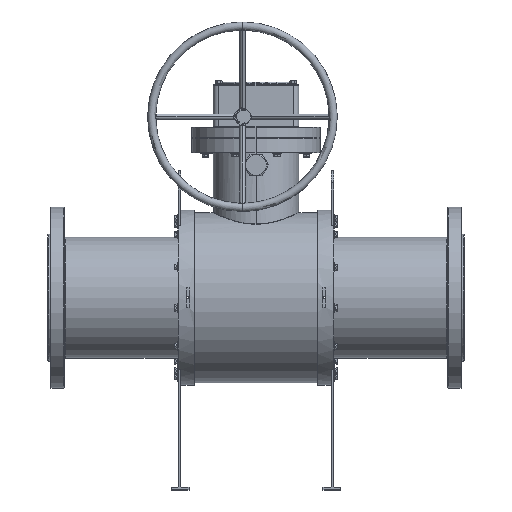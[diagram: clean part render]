
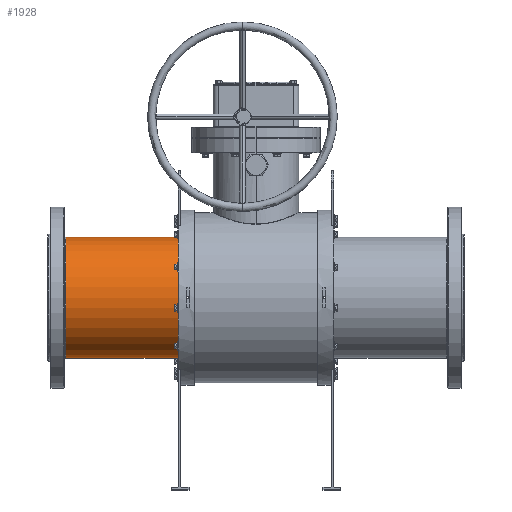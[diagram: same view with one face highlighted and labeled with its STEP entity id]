
A CAD part, top view. The second image highlights one B-rep face of the part: STEP entity #1928.
In plain terms, the highlighted cylindrical face has radius 224 mm (diameter 448 mm), a partial arc.
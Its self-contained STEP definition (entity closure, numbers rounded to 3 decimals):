
#1549 = CARTESIAN_POINT ( 'NONE',  ( -703.5, 0., 0. ) ) ;
#1928 = ADVANCED_FACE ( 'NONE', ( #6001 ), #2203, .T. ) ;
#2203 = CYLINDRICAL_SURFACE ( 'NONE', #27231, 224. ) ;
#3171 = CARTESIAN_POINT ( 'NONE',  ( -768.5, -224., 0. ) ) ;
#3641 = CIRCLE ( 'NONE', #23660, 224. ) ;
#5536 = DIRECTION ( 'NONE',  ( -1., 0., 0. ) ) ;
#6001 = FACE_OUTER_BOUND ( 'NONE', #24806, .T. ) ;
#6208 = CARTESIAN_POINT ( 'NONE',  ( -703.5, 224., 0. ) ) ;
#6416 = DIRECTION ( 'NONE',  ( -1., 0., 0. ) ) ;
#6942 = VERTEX_POINT ( 'NONE', #23742 ) ;
#8078 = CIRCLE ( 'NONE', #22325, 224. ) ;
#9739 = ORIENTED_EDGE ( 'NONE', *, *, #27393, .T. ) ;
#10061 = DIRECTION ( 'NONE',  ( 1., 0., 0. ) ) ;
#11124 = CARTESIAN_POINT ( 'NONE',  ( -287.5, -224., 0. ) ) ;
#11245 = VERTEX_POINT ( 'NONE', #11124 ) ;
#14053 = LINE ( 'NONE', #3171, #20441 ) ;
#14776 = ORIENTED_EDGE ( 'NONE', *, *, #26646, .T. ) ;
#15308 = ORIENTED_EDGE ( 'NONE', *, *, #19407, .T. ) ;
#15636 = DIRECTION ( 'NONE',  ( 0., 0., 1. ) ) ;
#15988 = DIRECTION ( 'NONE',  ( -1., 0., 0. ) ) ;
#18246 = VERTEX_POINT ( 'NONE', #23798 ) ;
#18368 = CARTESIAN_POINT ( 'NONE',  ( -768.5, 224., 0. ) ) ;
#19232 = DIRECTION ( 'NONE',  ( 0., -1., 0. ) ) ;
#19407 = EDGE_CURVE ( 'NONE', #18246, #26340, #22541, .T. ) ;
#19506 = EDGE_CURVE ( 'NONE', #11245, #6942, #14053, .T. ) ;
#19963 = DIRECTION ( 'NONE',  ( -1., 0., 0. ) ) ;
#20381 = DIRECTION ( 'NONE',  ( 0., -1., 0. ) ) ;
#20441 = VECTOR ( 'NONE', #15988, 1000. ) ;
#20463 = ORIENTED_EDGE ( 'NONE', *, *, #19506, .F. ) ;
#21777 = CARTESIAN_POINT ( 'NONE',  ( -287.5, 0., 0. ) ) ;
#22325 = AXIS2_PLACEMENT_3D ( 'NONE', #21777, #19963, #15636 ) ;
#22541 = LINE ( 'NONE', #18368, #26182 ) ;
#23660 = AXIS2_PLACEMENT_3D ( 'NONE', #1549, #10061, #20381 ) ;
#23742 = CARTESIAN_POINT ( 'NONE',  ( -703.5, -224., 0. ) ) ;
#23798 = CARTESIAN_POINT ( 'NONE',  ( -287.5, 224., 0. ) ) ;
#24806 = EDGE_LOOP ( 'NONE', ( #14776, #15308, #9739, #20463 ) ) ;
#25485 = CARTESIAN_POINT ( 'NONE',  ( -768.5, 0., 0. ) ) ;
#26182 = VECTOR ( 'NONE', #5536, 1000. ) ;
#26340 = VERTEX_POINT ( 'NONE', #6208 ) ;
#26646 = EDGE_CURVE ( 'NONE', #11245, #18246, #8078, .T. ) ;
#27231 = AXIS2_PLACEMENT_3D ( 'NONE', #25485, #6416, #19232 ) ;
#27393 = EDGE_CURVE ( 'NONE', #26340, #6942, #3641, .T. ) ;
